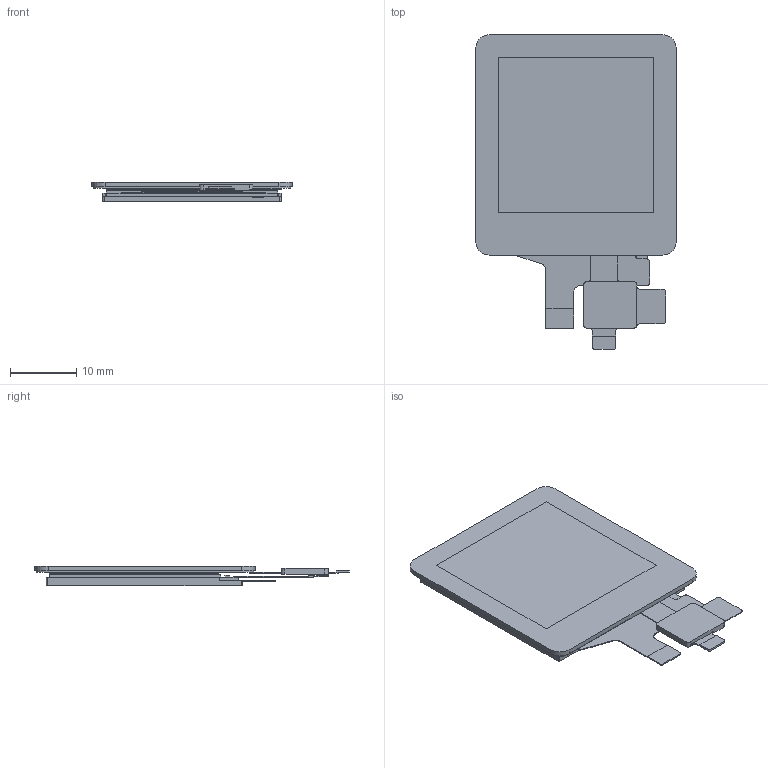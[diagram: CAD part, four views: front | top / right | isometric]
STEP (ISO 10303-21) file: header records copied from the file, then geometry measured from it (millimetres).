
FILE_DESCRIPTION (( 'STEP AP203' ), '1' );
FILE_NAME ('TF-LCM13018A-C-S1 OL #3.STEP', '2020-05-13T13:55:59', ( '' ), ( '' ), 'SwSTEP 2.0', 'SolidWorks 2017', '' );
FILE_SCHEMA (( 'CONFIG_CONTROL_DESIGN' ));
Length unit declared in the file: millimetre
Products named in the file (1): TF-LCM13018A-C-S1 OL #3
Bounding box: 30.16 x 47.29 x 3 mm (x, y, z)
Volume: 2539.2 mm3; surface area: 3311.6 mm2
Topology: 1 solids, 1 shells, 142 faces, 389 edges, 258 vertices
Faces by surface type: plane 105, cylinder 37
Entity records: 4553 total; most frequent: CARTESIAN_POINT 790, ORIENTED_EDGE 778, DIRECTION 750, EDGE_CURVE 389, VECTOR 314, LINE 314, VERTEX_POINT 258, AXIS2_PLACEMENT_3D 218
